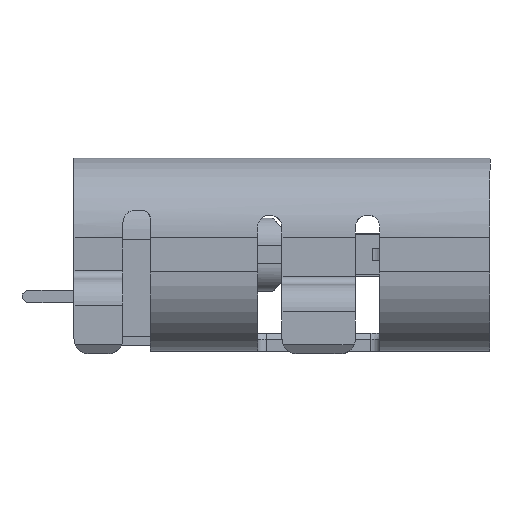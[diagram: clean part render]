
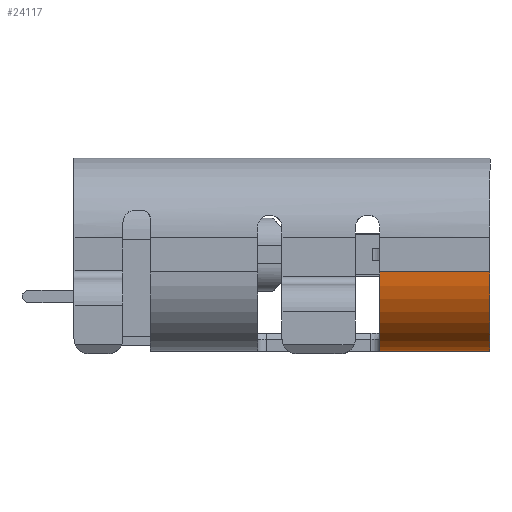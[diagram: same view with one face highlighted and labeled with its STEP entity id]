
A CAD part, left-side view. The second image highlights one B-rep face of the part: STEP entity #24117.
In plain terms, the highlighted cylindrical face has radius 1.3 mm (diameter 2.6 mm), a partial arc.
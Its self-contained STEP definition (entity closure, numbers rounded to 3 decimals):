
#621 = VERTEX_POINT ( 'NONE', #13178 ) ;
#807 = CARTESIAN_POINT ( 'NONE',  ( -4.47, 0., -0.28 ) ) ;
#904 = DIRECTION ( 'NONE',  ( 0., -1., 0. ) ) ;
#1622 = EDGE_LOOP ( 'NONE', ( #16432, #13128, #19632, #22965 ) ) ;
#2062 = EDGE_CURVE ( 'NONE', #8535, #30531, #10510, .T. ) ;
#3506 = VECTOR ( 'NONE', #17536, 1000. ) ;
#3787 = CARTESIAN_POINT ( 'NONE',  ( -4.47, 1.8, -0.28 ) ) ;
#7291 = FACE_OUTER_BOUND ( 'NONE', #1622, .T. ) ;
#8447 = CARTESIAN_POINT ( 'NONE',  ( -3.17, 0., -0.28 ) ) ;
#8535 = VERTEX_POINT ( 'NONE', #3787 ) ;
#9351 = DIRECTION ( 'NONE',  ( 0., -1., 0. ) ) ;
#10510 = CIRCLE ( 'NONE', #26216, 1.3 ) ;
#10951 = AXIS2_PLACEMENT_3D ( 'NONE', #8447, #31701, #19925 ) ;
#12091 = LINE ( 'NONE', #807, #3506 ) ;
#13128 = ORIENTED_EDGE ( 'NONE', *, *, #21273, .T. ) ;
#13178 = CARTESIAN_POINT ( 'NONE',  ( -4.47, 0., -0.28 ) ) ;
#15712 = EDGE_CURVE ( 'NONE', #621, #8535, #12091, .T. ) ;
#15770 = CIRCLE ( 'NONE', #10951, 1.3 ) ;
#16003 = AXIS2_PLACEMENT_3D ( 'NONE', #18250, #21825, #33387 ) ;
#16432 = ORIENTED_EDGE ( 'NONE', *, *, #28329, .T. ) ;
#17056 = CARTESIAN_POINT ( 'NONE',  ( -3.17, 0., -1.58 ) ) ;
#17536 = DIRECTION ( 'NONE',  ( 0., 1., 0. ) ) ;
#18250 = CARTESIAN_POINT ( 'NONE',  ( -3.17, 0., -0.28 ) ) ;
#18395 = VECTOR ( 'NONE', #9351, 1000. ) ;
#19632 = ORIENTED_EDGE ( 'NONE', *, *, #15712, .T. ) ;
#19925 = DIRECTION ( 'NONE',  ( 0., 0., -1. ) ) ;
#21273 = EDGE_CURVE ( 'NONE', #26136, #621, #15770, .T. ) ;
#21825 = DIRECTION ( 'NONE',  ( 0., -1., 0. ) ) ;
#22965 = ORIENTED_EDGE ( 'NONE', *, *, #2062, .T. ) ;
#23753 = CARTESIAN_POINT ( 'NONE',  ( -3.17, 1.8, -0.28 ) ) ;
#24117 = ADVANCED_FACE ( 'NONE', ( #7291 ), #27528, .T. ) ;
#26136 = VERTEX_POINT ( 'NONE', #17056 ) ;
#26216 = AXIS2_PLACEMENT_3D ( 'NONE', #23753, #904, #28532 ) ;
#27528 = CYLINDRICAL_SURFACE ( 'NONE', #16003, 1.3 ) ;
#28329 = EDGE_CURVE ( 'NONE', #30531, #26136, #36034, .T. ) ;
#28532 = DIRECTION ( 'NONE',  ( -1., 0., 0. ) ) ;
#30531 = VERTEX_POINT ( 'NONE', #34559 ) ;
#31701 = DIRECTION ( 'NONE',  ( 0., 1., 0. ) ) ;
#33387 = DIRECTION ( 'NONE',  ( 1., 0., 0. ) ) ;
#34559 = CARTESIAN_POINT ( 'NONE',  ( -3.17, 1.8, -1.58 ) ) ;
#35301 = CARTESIAN_POINT ( 'NONE',  ( -3.17, 1.8, -1.58 ) ) ;
#36034 = LINE ( 'NONE', #35301, #18395 ) ;
